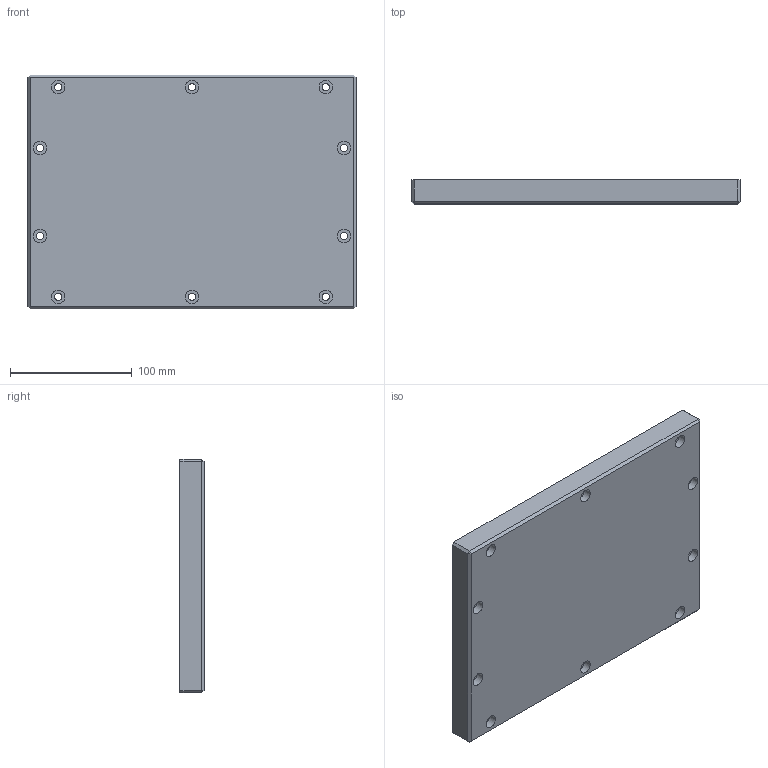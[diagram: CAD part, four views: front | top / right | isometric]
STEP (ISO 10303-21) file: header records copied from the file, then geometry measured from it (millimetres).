
FILE_DESCRIPTION(/* description */ (''),/* implementation_level */ '2;1');
FILE_NAME(/* name */ 'Front(6).step',/* time_stamp */ '2021-10-08T09:57:13+01:00',/* author */ (''),/* organization */ (''),/* preprocessor_version */ 'ST-DEVELOPER v18.1',/* originating_system */ 'Autodesk Translation Framework v10.10.0.1391',/* authorisation */ '');
FILE_SCHEMA (('AUTOMOTIVE_DESIGN { 1 0 10303 214 3 1 1 }'));
Length unit declared in the file: millimetre
Products named in the file (1): Front(6)
Bounding box: 270 x 20 x 192.35 mm (x, y, z)
Volume: 1026701.6 mm3; surface area: 125408 mm2
Topology: 1 solids, 1 shells, 78 faces, 180 edges, 116 vertices
Faces by surface type: plane 31, bspline 27, cylinder 20
Full cylindrical faces by diameter (mm): 6 x10, 11 x10
Entity records: 2322 total; most frequent: CARTESIAN_POINT 618, ORIENTED_EDGE 360, DIRECTION 270, EDGE_CURVE 180, VERTEX_POINT 116, EDGE_LOOP 110, AXIS2_PLACEMENT_3D 92, LINE 86
